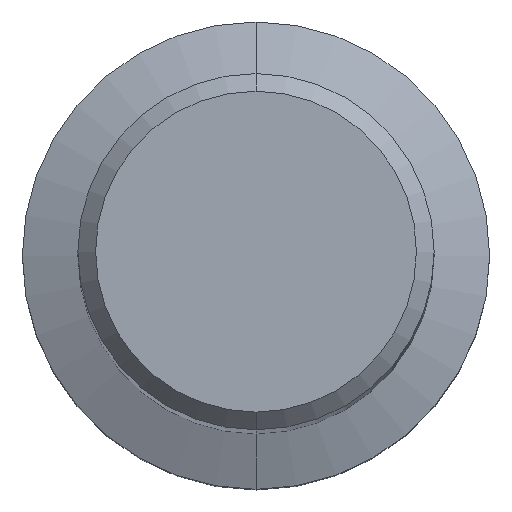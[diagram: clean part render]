
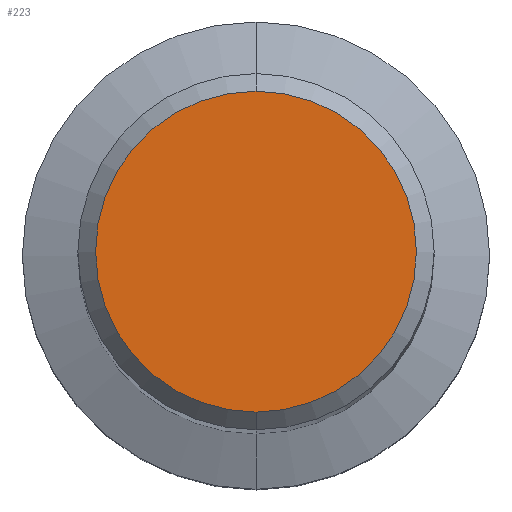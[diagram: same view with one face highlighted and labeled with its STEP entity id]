
A CAD part, top view. The second image highlights one B-rep face of the part: STEP entity #223.
In plain terms, the highlighted planar face has unit normal (0, 0, 1).
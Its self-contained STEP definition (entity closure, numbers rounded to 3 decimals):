
#143=VERTEX_POINT('',#345);
#183=EDGE_CURVE('',#287,#143,#388,.T.);
#193=EDGE_CURVE('',#143,#287,#399,.T.);
#223=ADVANCED_FACE('',(#434),#435,.T.);
#287=VERTEX_POINT('',#507);
#345=CARTESIAN_POINT('',(0.,-5.45,0.0));
#388=CIRCLE('',#627,5.45);
#399=CIRCLE('',#642,5.45);
#434=FACE_OUTER_BOUND('',#684,.T.);
#435=PLANE('',#685);
#507=CARTESIAN_POINT('',(0.0,5.45,0.0));
#627=AXIS2_PLACEMENT_3D('',#888,#889,#890);
#642=AXIS2_PLACEMENT_3D('',#903,#904,#905);
#684=EDGE_LOOP('',(#949,#950));
#685=AXIS2_PLACEMENT_3D('',#951,#952,#953);
#888=CARTESIAN_POINT('',(0.0,0.0,0.0));
#889=DIRECTION('',(0.0,0.0,-1.0));
#890=DIRECTION('',(0.0,1.0,0.0));
#903=CARTESIAN_POINT('',(0.0,0.0,0.0));
#904=DIRECTION('',(0.0,0.0,-1.0));
#905=DIRECTION('',(0.0,1.0,0.0));
#949=ORIENTED_EDGE('',*,*,#183,.F.);
#950=ORIENTED_EDGE('',*,*,#193,.F.);
#951=CARTESIAN_POINT('',(0.0,2.725,0.0));
#952=DIRECTION('',(-0.0,0.0,1.0));
#953=DIRECTION('',(0.0,-1.0,0.0));
